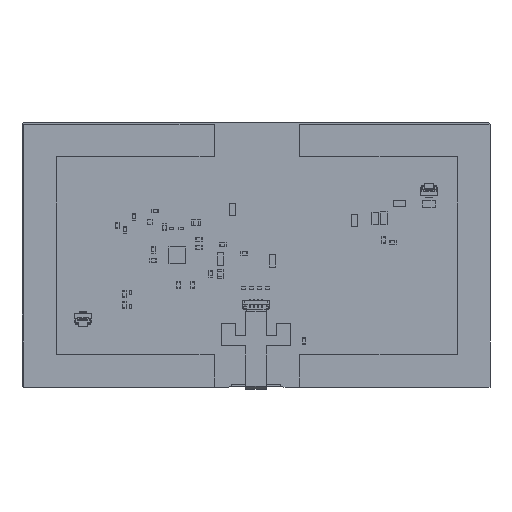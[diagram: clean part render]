
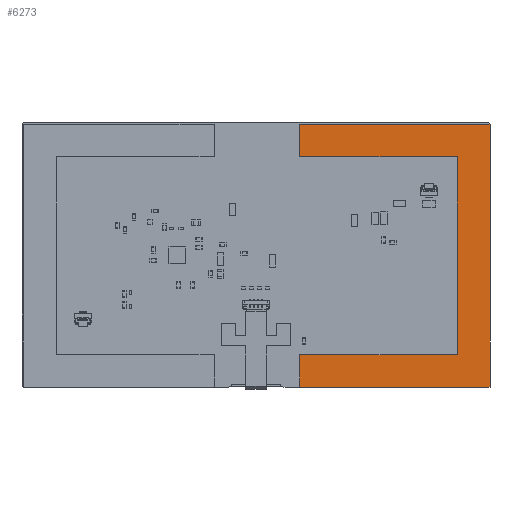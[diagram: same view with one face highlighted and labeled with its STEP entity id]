
A CAD part, front view. The second image highlights one B-rep face of the part: STEP entity #6273.
In plain terms, the highlighted face is planar.
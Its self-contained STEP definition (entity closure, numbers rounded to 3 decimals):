
#425 = DIRECTION ( 'NONE',  ( 0., 0., -1. ) ) ;
#569 = VECTOR ( 'NONE', #425, 1000. ) ;
#775 = VERTEX_POINT ( 'NONE', #929 ) ;
#929 = CARTESIAN_POINT ( 'NONE',  ( 49.3, 0.05, 24.3 ) ) ;
#1079 = CARTESIAN_POINT ( 'NONE',  ( 10.5, 0.05, -24.3 ) ) ;
#1249 = DIRECTION ( 'NONE',  ( 0., 1., 0. ) ) ;
#1276 = CARTESIAN_POINT ( 'NONE',  ( 10.5, 0.05, 24.3 ) ) ;
#2064 = VERTEX_POINT ( 'NONE', #12078 ) ;
#2953 = EDGE_LOOP ( 'NONE', ( #19108, #20765, #20239, #12836, #22932, #23184, #31936, #24191 ) ) ;
#3411 = DIRECTION ( 'NONE',  ( -1., 0., 0. ) ) ;
#3594 = EDGE_CURVE ( 'NONE', #19498, #775, #18567, .T. ) ;
#3827 = LINE ( 'NONE', #24960, #24083 ) ;
#3908 = PLANE ( 'NONE',  #28266 ) ;
#4175 = VECTOR ( 'NONE', #16557, 1000. ) ;
#4966 = DIRECTION ( 'NONE',  ( -1., 0., 0. ) ) ;
#5009 = LINE ( 'NONE', #13915, #4175 ) ;
#5078 = CARTESIAN_POINT ( 'NONE',  ( 10.5, 0.05, -32.3 ) ) ;
#5631 = DIRECTION ( 'NONE',  ( 0., 0., -1. ) ) ;
#6273 = ADVANCED_FACE ( 'NONE', ( #29462 ), #3908, .T. ) ;
#6557 = EDGE_CURVE ( 'NONE', #29077, #10781, #17456, .T. ) ;
#10118 = VERTEX_POINT ( 'NONE', #1079 ) ;
#10158 = CARTESIAN_POINT ( 'NONE',  ( 49.3, 0.05, -24.3 ) ) ;
#10455 = VECTOR ( 'NONE', #33465, 1000. ) ;
#10722 = CARTESIAN_POINT ( 'NONE',  ( 57.3, 0.05, -32.3 ) ) ;
#10781 = VERTEX_POINT ( 'NONE', #13533 ) ;
#11541 = VECTOR ( 'NONE', #26588, 1000. ) ;
#11741 = CARTESIAN_POINT ( 'NONE',  ( 10.5, 0.05, 32.3 ) ) ;
#11956 = CARTESIAN_POINT ( 'NONE',  ( -49.3, 0.05, 24.3 ) ) ;
#12078 = CARTESIAN_POINT ( 'NONE',  ( 49.3, 0.05, -24.3 ) ) ;
#12326 = CARTESIAN_POINT ( 'NONE',  ( 57.3, 0.05, 32.3 ) ) ;
#12836 = ORIENTED_EDGE ( 'NONE', *, *, #26990, .T. ) ;
#13401 = LINE ( 'NONE', #10158, #20437 ) ;
#13533 = CARTESIAN_POINT ( 'NONE',  ( 57.3, 0.05, 32.3 ) ) ;
#13601 = CARTESIAN_POINT ( 'NONE',  ( 49.3, 0.05, 24.3 ) ) ;
#13915 = CARTESIAN_POINT ( 'NONE',  ( 10.5, 0.05, 0. ) ) ;
#16557 = DIRECTION ( 'NONE',  ( 0., 0., -1. ) ) ;
#17052 = DIRECTION ( 'NONE',  ( 0., 0., 1. ) ) ;
#17094 = VECTOR ( 'NONE', #5631, 1000. ) ;
#17384 = EDGE_CURVE ( 'NONE', #10781, #29931, #24148, .T. ) ;
#17456 = LINE ( 'NONE', #12326, #10455 ) ;
#18441 = VECTOR ( 'NONE', #3411, 1000. ) ;
#18567 = LINE ( 'NONE', #11956, #11541 ) ;
#18668 = EDGE_CURVE ( 'NONE', #29077, #19498, #3827, .T. ) ;
#19108 = ORIENTED_EDGE ( 'NONE', *, *, #18668, .F. ) ;
#19498 = VERTEX_POINT ( 'NONE', #1276 ) ;
#19669 = DIRECTION ( 'NONE',  ( 0., 0., -1. ) ) ;
#19734 = CARTESIAN_POINT ( 'NONE',  ( 0., 0.05, 0. ) ) ;
#19933 = VERTEX_POINT ( 'NONE', #5078 ) ;
#20239 = ORIENTED_EDGE ( 'NONE', *, *, #17384, .T. ) ;
#20437 = VECTOR ( 'NONE', #4966, 1000. ) ;
#20765 = ORIENTED_EDGE ( 'NONE', *, *, #6557, .T. ) ;
#21226 = EDGE_CURVE ( 'NONE', #10118, #19933, #5009, .T. ) ;
#21672 = LINE ( 'NONE', #13601, #569 ) ;
#22932 = ORIENTED_EDGE ( 'NONE', *, *, #21226, .F. ) ;
#23184 = ORIENTED_EDGE ( 'NONE', *, *, #28516, .F. ) ;
#24083 = VECTOR ( 'NONE', #19669, 1000. ) ;
#24148 = LINE ( 'NONE', #26744, #17094 ) ;
#24191 = ORIENTED_EDGE ( 'NONE', *, *, #3594, .F. ) ;
#24960 = CARTESIAN_POINT ( 'NONE',  ( 10.5, 0.05, 0. ) ) ;
#25453 = LINE ( 'NONE', #32379, #18441 ) ;
#26588 = DIRECTION ( 'NONE',  ( 1., 0., 0. ) ) ;
#26744 = CARTESIAN_POINT ( 'NONE',  ( 57.3, 0.05, 32.3 ) ) ;
#26990 = EDGE_CURVE ( 'NONE', #29931, #19933, #25453, .T. ) ;
#28266 = AXIS2_PLACEMENT_3D ( 'NONE', #19734, #1249, #17052 ) ;
#28516 = EDGE_CURVE ( 'NONE', #2064, #10118, #13401, .T. ) ;
#28770 = EDGE_CURVE ( 'NONE', #775, #2064, #21672, .T. ) ;
#29077 = VERTEX_POINT ( 'NONE', #11741 ) ;
#29462 = FACE_OUTER_BOUND ( 'NONE', #2953, .T. ) ;
#29931 = VERTEX_POINT ( 'NONE', #10722 ) ;
#31936 = ORIENTED_EDGE ( 'NONE', *, *, #28770, .F. ) ;
#32379 = CARTESIAN_POINT ( 'NONE',  ( 57.3, 0.05, -32.3 ) ) ;
#33465 = DIRECTION ( 'NONE',  ( 1., 0., 0. ) ) ;
